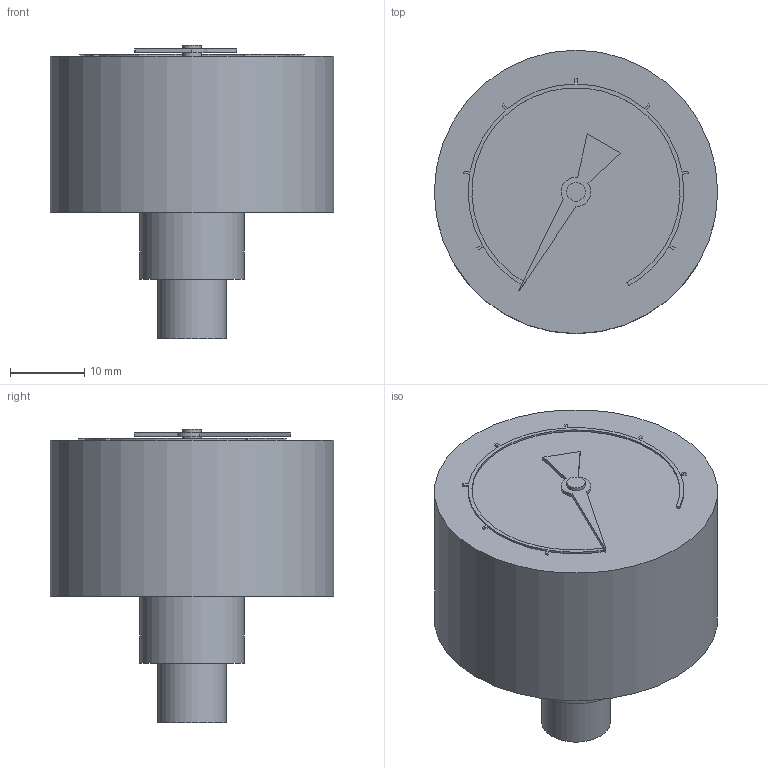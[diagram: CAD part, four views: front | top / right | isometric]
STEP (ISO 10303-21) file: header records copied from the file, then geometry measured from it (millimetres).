
FILE_DESCRIPTION(/* description */ ('Base for 18-013-212 Pressure Gauge'),/* implementation_level */ '2;1');
FILE_NAME(/* name */ 'Pneumatics_Gauge_18-013-212_Base.ipt.step',/* time_stamp */ '2015-01-02T19:27:35-08:00',/* author */ ('Autodesk, Inc.'),/* organization */ (''),/* preprocessor_version */ 'ST-DEVELOPER v15.6',/* originating_system */ 'Autodesk Inventor 2015',/* authorisation */ '');
FILE_SCHEMA (('AUTOMOTIVE_DESIGN { 1 0 10303 214 3 1 1 }'));
Length unit declared in the file: inch
Products named in the file (1): Pneumatics_Gauge_18-013-212_Base
Bounding box: 38.1 x 38.1 x 39.5 mm (x, y, z)
Volume: 25900.1 mm3; surface area: 5577.6 mm2
Topology: 1 solids, 1 shells, 53 faces, 135 edges, 90 vertices
Faces by surface type: plane 36, cylinder 17
Full cylindrical faces by diameter (mm): 2.5 x2, 9.23 x1, 14 x1, 38.1 x1
Entity records: 1692 total; most frequent: CARTESIAN_POINT 274, DIRECTION 272, ORIENTED_EDGE 260, EDGE_CURVE 130, LINE 96, VECTOR 96, VERTEX_POINT 90, AXIS2_PLACEMENT_3D 88
